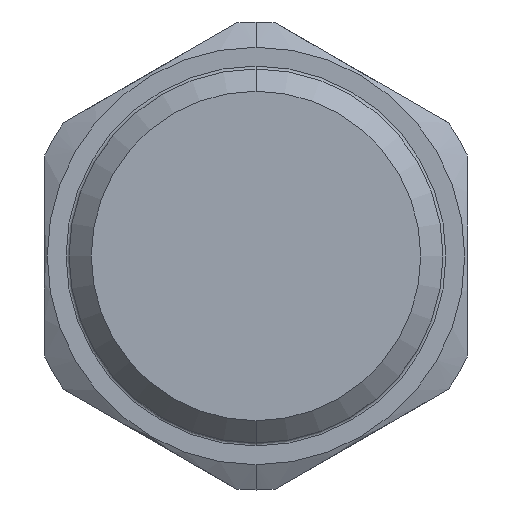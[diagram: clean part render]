
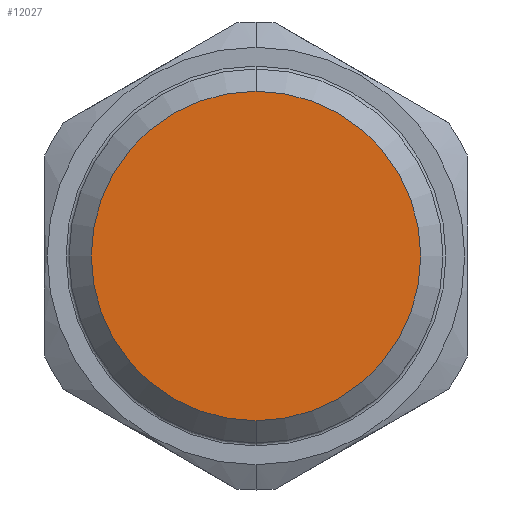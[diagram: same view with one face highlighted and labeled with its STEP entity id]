
A CAD part, left-side view. The second image highlights one B-rep face of the part: STEP entity #12027.
In plain terms, the highlighted planar face has unit normal (-1, 0, 0).
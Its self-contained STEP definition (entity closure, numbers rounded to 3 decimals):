
#101 = EDGE_CURVE ( 'NONE', #2968, #1712, #7891, .T. ) ;
#599 = DIRECTION ( 'NONE',  ( 0., 0., -1. ) ) ;
#605 = CARTESIAN_POINT ( 'NONE',  ( 0., 0., 0. ) ) ;
#1175 = AXIS2_PLACEMENT_3D ( 'NONE', #2635, #9725, #3661 ) ;
#1457 = CARTESIAN_POINT ( 'NONE',  ( 0., 0., 11.125 ) ) ;
#1712 = VERTEX_POINT ( 'NONE', #1457 ) ;
#2291 = EDGE_LOOP ( 'NONE', ( #10388, #10393 ) ) ;
#2635 = CARTESIAN_POINT ( 'NONE',  ( 0., 0., 0. ) ) ;
#2968 = VERTEX_POINT ( 'NONE', #10433 ) ;
#3661 = DIRECTION ( 'NONE',  ( 0., 0., -1. ) ) ;
#4689 = DIRECTION ( 'NONE',  ( -1., 0., 0. ) ) ;
#4871 = EDGE_CURVE ( 'NONE', #1712, #2968, #5302, .T. ) ;
#5302 = CIRCLE ( 'NONE', #10452, 11.125 ) ;
#6539 = DIRECTION ( 'NONE',  ( 1., 0., 0. ) ) ;
#7814 = DIRECTION ( 'NONE',  ( 0., 0., 1. ) ) ;
#7891 = CIRCLE ( 'NONE', #1175, 11.125 ) ;
#9725 = DIRECTION ( 'NONE',  ( 1., 0., 0. ) ) ;
#10388 = ORIENTED_EDGE ( 'NONE', *, *, #101, .F. ) ;
#10393 = ORIENTED_EDGE ( 'NONE', *, *, #4871, .F. ) ;
#10433 = CARTESIAN_POINT ( 'NONE',  ( 0., 0., -11.125 ) ) ;
#10452 = AXIS2_PLACEMENT_3D ( 'NONE', #12569, #6539, #599 ) ;
#11441 = AXIS2_PLACEMENT_3D ( 'NONE', #605, #4689, #7814 ) ;
#11994 = FACE_OUTER_BOUND ( 'NONE', #2291, .T. ) ;
#12027 = ADVANCED_FACE ( 'NONE', ( #11994 ), #12852, .T. ) ;
#12569 = CARTESIAN_POINT ( 'NONE',  ( 0., 0., 0. ) ) ;
#12852 = PLANE ( 'NONE',  #11441 ) ;
